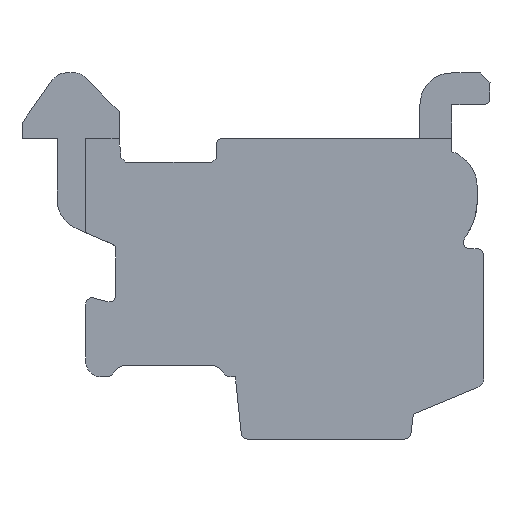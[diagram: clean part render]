
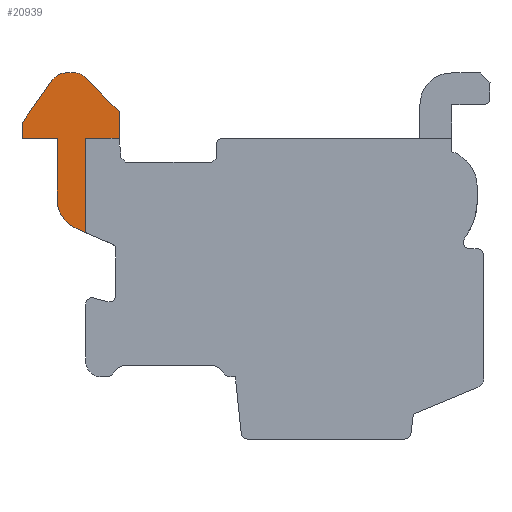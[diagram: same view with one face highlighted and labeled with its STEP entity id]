
A CAD part, front view. The second image highlights one B-rep face of the part: STEP entity #20939.
In plain terms, the highlighted planar face has unit normal (0, -1, 0).
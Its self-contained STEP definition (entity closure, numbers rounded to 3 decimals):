
#287=DIRECTION('',(0.916,0.,-0.401));
#288=VECTOR('',#287,0.328);
#289=CARTESIAN_POINT('',(-5.671,-87.9,
0.645));
#290=LINE('',#289,#288);
#5514=DIRECTION('',(-1.,0.,0.));
#5515=VECTOR('',#5514,1.1);
#5516=CARTESIAN_POINT('',(-6.27,-87.9,
3.476));
#5517=LINE('',#5516,#5515);
#5730=DIRECTION('',(0.,0.,1.));
#5731=VECTOR('',#5730,1.914);
#5732=CARTESIAN_POINT('',(-6.27,-87.9,
1.561));
#5733=LINE('',#5732,#5731);
#5978=CARTESIAN_POINT('',(-5.27,-87.9,
1.561));
#5979=DIRECTION('',(0.,1.,0.));
#5980=DIRECTION('',(-0.401,0.,-0.916));
#5981=AXIS2_PLACEMENT_3D('',#5978,#5979,#5980);
#6026=DIRECTION('',(0.,0.,-1.));
#6027=VECTOR('',#6026,0.845);
#6028=CARTESIAN_POINT('',(-4.32,-87.9,
4.32));
#6029=LINE('',#6028,#6027);
#6895=DIRECTION('',(0.,0.,1.));
#6896=VECTOR('',#6895,2.963);
#6897=CARTESIAN_POINT('',(-5.37,-87.9,
0.513));
#6898=LINE('',#6897,#6896);
#6903=CARTESIAN_POINT('',(-4.32,-87.9,
3.476));
#6904=CARTESIAN_POINT('',(-4.67,-87.9,
3.476));
#6905=CARTESIAN_POINT('',(-5.02,-87.9,
3.477));
#6906=CARTESIAN_POINT('',(-5.37,-87.9,
3.477));
#7100=DIRECTION('',(0.,0.,1.));
#7101=VECTOR('',#7100,0.475);
#7102=CARTESIAN_POINT('',(-7.37,-87.9,
3.475));
#7103=LINE('',#7102,#7101);
#7316=DIRECTION('',(0.575,0.,0.818));
#7317=VECTOR('',#7316,1.666);
#7318=CARTESIAN_POINT('',(-7.37,-87.9,
3.95));
#7319=LINE('',#7318,#7317);
#7564=CARTESIAN_POINT('',(-6.003,-87.9,
5.025));
#7565=DIRECTION('',(0.,1.,0.));
#7566=DIRECTION('',(-0.818,0.,0.575));
#7567=AXIS2_PLACEMENT_3D('',#7564,#7565,#7566);
#7784=DIRECTION('',(1.,0.,0.));
#7785=VECTOR('',#7784,0.312);
#7786=CARTESIAN_POINT('',(-6.003,-87.9,
5.525));
#7787=LINE('',#7786,#7785);
#8032=CARTESIAN_POINT('',(-5.691,-87.9,
5.125));
#8033=DIRECTION('',(0.,1.,0.));
#8034=DIRECTION('',(0.,0.,1.));
#8035=AXIS2_PLACEMENT_3D('',#8032,#8033,#8034);
#8252=DIRECTION('',(0.707,0.,-0.707));
#8253=VECTOR('',#8252,1.538);
#8254=CARTESIAN_POINT('',(-5.408,-87.9,
5.408));
#8255=LINE('',#8254,#8253);
#10827=CARTESIAN_POINT('',(-7.37,-87.9,
3.475));
#10828=CARTESIAN_POINT('',(-7.37,-87.9,
3.95));
#10829=VERTEX_POINT('',#10827);
#10830=VERTEX_POINT('',#10828);
#10831=CARTESIAN_POINT('',(-6.412,-87.9,
5.313));
#10832=VERTEX_POINT('',#10831);
#10833=CARTESIAN_POINT('',(-6.003,-87.9,
5.525));
#10834=VERTEX_POINT('',#10833);
#10835=CARTESIAN_POINT('',(-5.691,-87.9,
5.525));
#10836=VERTEX_POINT('',#10835);
#10837=CARTESIAN_POINT('',(-5.408,-87.9,
5.408));
#10838=VERTEX_POINT('',#10837);
#10839=CARTESIAN_POINT('',(-4.32,-87.9,
4.32));
#10840=VERTEX_POINT('',#10839);
#10841=CARTESIAN_POINT('',(-4.32,-87.9,
3.476));
#10842=VERTEX_POINT('',#10841);
#12295=CARTESIAN_POINT('',(-5.671,-87.9,
0.645));
#12296=CARTESIAN_POINT('',(-5.37,-87.9,
0.513));
#12297=VERTEX_POINT('',#12295);
#12298=VERTEX_POINT('',#12296);
#12301=CARTESIAN_POINT('',(-6.27,-87.9,
1.561));
#12302=VERTEX_POINT('',#12301);
#12303=CARTESIAN_POINT('',(-6.27,-87.9,
3.476));
#12304=VERTEX_POINT('',#12303);
#12305=CARTESIAN_POINT('',(-5.37,-87.9,
3.477));
#12307=VERTEX_POINT('',#12305);
#20913=CARTESIAN_POINT('',(7.33,-87.9,
3.475));
#20914=DIRECTION('',(0.,1.,0.));
#20915=DIRECTION('',(0.,0.,1.));
#20916=AXIS2_PLACEMENT_3D('',#20913,#20914,#20915);
#20917=PLANE('',#20916);
#20918=ORIENTED_EDGE('',*,*,#17158,.T.);
#20919=ORIENTED_EDGE('',*,*,#20889,.F.);
#20920=ORIENTED_EDGE('',*,*,#12551,.F.);
#20921=ORIENTED_EDGE('',*,*,#20246,.T.);
#20922=ORIENTED_EDGE('',*,*,#19997,.T.);
#20923=ORIENTED_EDGE('',*,*,#19730,.T.);
#20925=ORIENTED_EDGE('',*,*,#20924,.T.);
#20927=ORIENTED_EDGE('',*,*,#20926,.T.);
#20929=ORIENTED_EDGE('',*,*,#20928,.T.);
#20931=ORIENTED_EDGE('',*,*,#20930,.T.);
#20933=ORIENTED_EDGE('',*,*,#20932,.T.);
#20935=ORIENTED_EDGE('',*,*,#20934,.T.);
#20936=ORIENTED_EDGE('',*,*,#20340,.T.);
#20937=EDGE_LOOP('',(#20918,#20919,#20920,#20921,#20922,#20923,#20925,#20927,
#20929,#20931,#20933,#20935,#20936));
#20938=FACE_OUTER_BOUND('',#20937,.F.);
#20939=ADVANCED_FACE('',(#20938),#20917,.F.);
#5982=CIRCLE('',#5981,1.);
#6907=B_SPLINE_CURVE_WITH_KNOTS('',3,(#6903,#6904,#6905,#6906),.UNSPECIFIED.,
.F.,.F.,(4,4),(0.,1.),.UNSPECIFIED.);
#7568=CIRCLE('',#7567,0.5);
#8036=CIRCLE('',#8035,0.4);
#12551=EDGE_CURVE('',#12297,#12298,#290,.T.);
#17158=EDGE_CURVE('',#10842,#12307,#6907,.T.);
#19730=EDGE_CURVE('',#12304,#10829,#5517,.T.);
#19997=EDGE_CURVE('',#12302,#12304,#5733,.T.);
#20246=EDGE_CURVE('',#12297,#12302,#5982,.T.);
#20340=EDGE_CURVE('',#10840,#10842,#6029,.T.);
#20889=EDGE_CURVE('',#12298,#12307,#6898,.T.);
#20924=EDGE_CURVE('',#10829,#10830,#7103,.T.);
#20926=EDGE_CURVE('',#10830,#10832,#7319,.T.);
#20928=EDGE_CURVE('',#10832,#10834,#7568,.T.);
#20930=EDGE_CURVE('',#10834,#10836,#7787,.T.);
#20932=EDGE_CURVE('',#10836,#10838,#8036,.T.);
#20934=EDGE_CURVE('',#10838,#10840,#8255,.T.);
